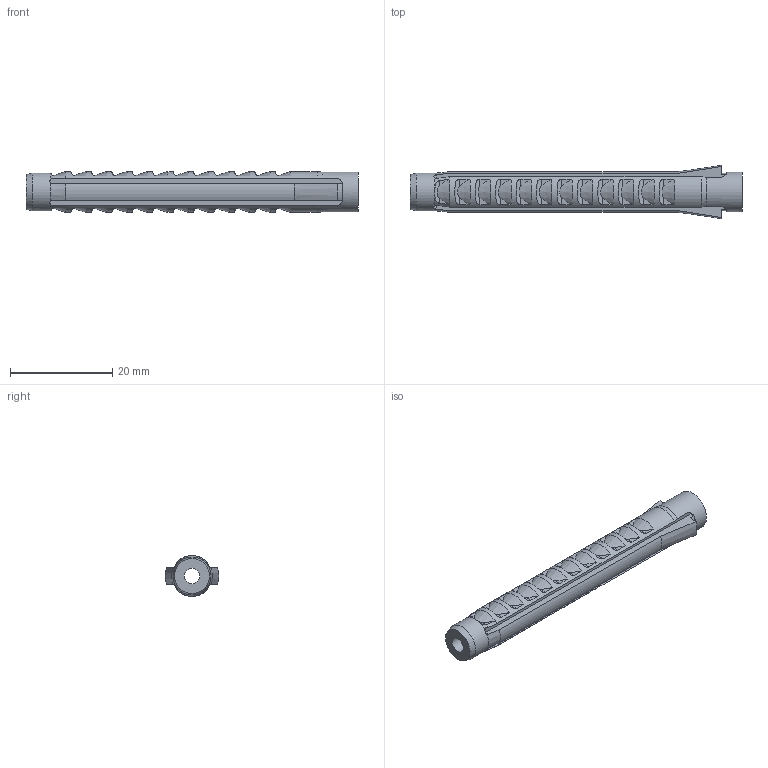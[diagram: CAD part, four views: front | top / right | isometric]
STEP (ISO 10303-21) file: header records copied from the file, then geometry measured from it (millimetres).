
FILE_DESCRIPTION(/* description */ ('STEP AP214'),/* implementation_level */ '2;1');
FILE_NAME(/* name */ 'SFS 311062',/* time_stamp */ '2022-10-20T13:43:42+02:00',/* author */ ('License CC BY-ND 4.0'),/* organization */ ('CADENAS'),/* preprocessor_version */ 'ST-DEVELOPER v18.102',/* originating_system */ 'PARTsolutions',/* authorisation */ ' ');
FILE_SCHEMA (('AUTOMOTIVE_DESIGN {1 0 10303 214 3 1 1}'));
Length unit declared in the file: millimetre
Products named in the file (1): SFS 311062
Bounding box: 65 x 10.48 x 8 mm (x, y, z)
Volume: 1958.5 mm3; surface area: 2960.4 mm2
Topology: 1 solids, 1 shells, 140 faces, 347 edges, 231 vertices
Faces by surface type: plane 66, cylinder 40, cone 34
Full cylindrical faces by diameter (mm): 7.4 x1, 7.78 x1
Entity records: 4496 total; most frequent: CARTESIAN_POINT 1351, ORIENTED_EDGE 682, DIRECTION 552, EDGE_CURVE 341, VERTEX_POINT 229, AXIS2_PLACEMENT_3D 202, EDGE_LOOP 168, FACE_BOUND 168
